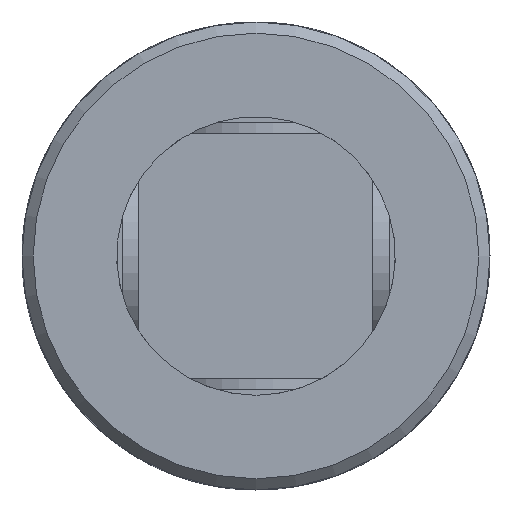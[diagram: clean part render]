
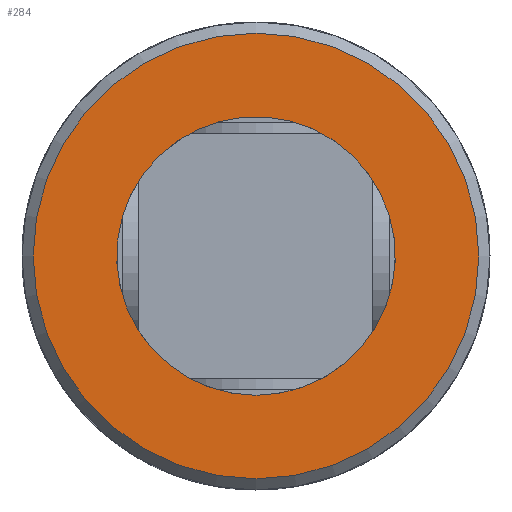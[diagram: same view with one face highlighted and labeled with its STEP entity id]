
A CAD part, left-side view. The second image highlights one B-rep face of the part: STEP entity #284.
In plain terms, the highlighted planar face has unit normal (-1, 0, 0).
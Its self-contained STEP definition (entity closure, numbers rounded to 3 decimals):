
#284 = ADVANCED_FACE( '', ( #568, #569 ), #570, .F. );
#568 = FACE_OUTER_BOUND( '', #880, .T. );
#569 = FACE_BOUND( '', #881, .T. );
#570 = PLANE( '', #882 );
#880 = EDGE_LOOP( '', ( #1394 ) );
#881 = EDGE_LOOP( '', ( #1395 ) );
#882 = AXIS2_PLACEMENT_3D( '', #1396, #1397, #1398 );
#1394 = ORIENTED_EDGE( '', *, *, #1899, .F. );
#1395 = ORIENTED_EDGE( '', *, *, #1782, .T. );
#1396 = CARTESIAN_POINT( '', ( 0., 0., 0. ) );
#1397 = DIRECTION( '', ( 1., 0., 0. ) );
#1398 = DIRECTION( '', ( 0., 0., -1. ) );
#1782 = EDGE_CURVE( '', #2088, #2088, #2089, .T. );
#1899 = EDGE_CURVE( '', #2267, #2267, #2268, .T. );
#2088 = VERTEX_POINT( '', #2591 );
#2089 = CIRCLE( '', #2592, 12.5 );
#2267 = VERTEX_POINT( '', #3345 );
#2268 = CIRCLE( '', #3346, 20. );
#2591 = CARTESIAN_POINT( '', ( 0., 0., -12.5 ) );
#2592 = AXIS2_PLACEMENT_3D( '', #3915, #3916, #3917 );
#3345 = CARTESIAN_POINT( '', ( 0., 0., -20. ) );
#3346 = AXIS2_PLACEMENT_3D( '', #4045, #4046, #4047 );
#3915 = CARTESIAN_POINT( '', ( 0., 0., 0. ) );
#3916 = DIRECTION( '', ( 1., 0., 0. ) );
#3917 = DIRECTION( '', ( 0., 0., -1. ) );
#4045 = CARTESIAN_POINT( '', ( 0., 0., 0. ) );
#4046 = DIRECTION( '', ( 1., 0., 0. ) );
#4047 = DIRECTION( '', ( 0., 0., -1. ) );
